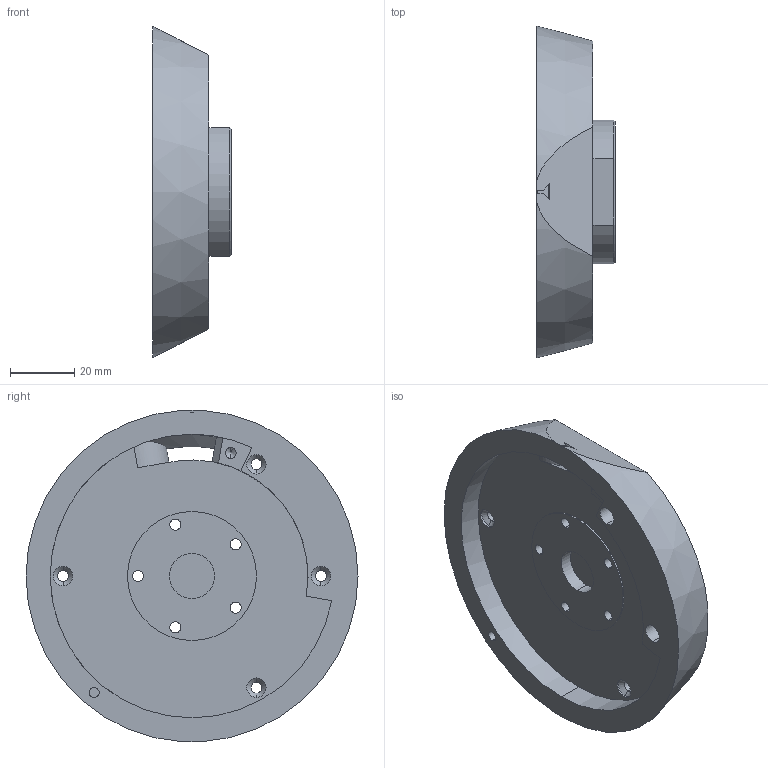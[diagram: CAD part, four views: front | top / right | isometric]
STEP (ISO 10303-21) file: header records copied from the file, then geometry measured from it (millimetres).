
FILE_DESCRIPTION (( 'STEP AP214' ), '1' );
FILE_NAME ('base_axis.STEP', '2025-05-27T14:01:32', ( '' ), ( '' ), 'SwSTEP 2.0', 'SolidWorks 2025', '' );
FILE_SCHEMA (( 'AUTOMOTIVE_DESIGN' ));
Length unit declared in the file: millimetre
Products named in the file (1): base_axis_default
Bounding box: 24.5 x 103 x 102.83 mm (x, y, z)
Volume: 96553.4 mm3; surface area: 25890.5 mm2
Topology: 1 solids, 1 shells, 114 faces, 275 edges, 168 vertices
Faces by surface type: cylinder 53, plane 33, cone 24, bspline 4
Entity records: 3910 total; most frequent: CARTESIAN_POINT 1186, DIRECTION 578, ORIENTED_EDGE 546, EDGE_CURVE 273, AXIS2_PLACEMENT_3D 222, VERTEX_POINT 168, EDGE_LOOP 143, LINE 134
